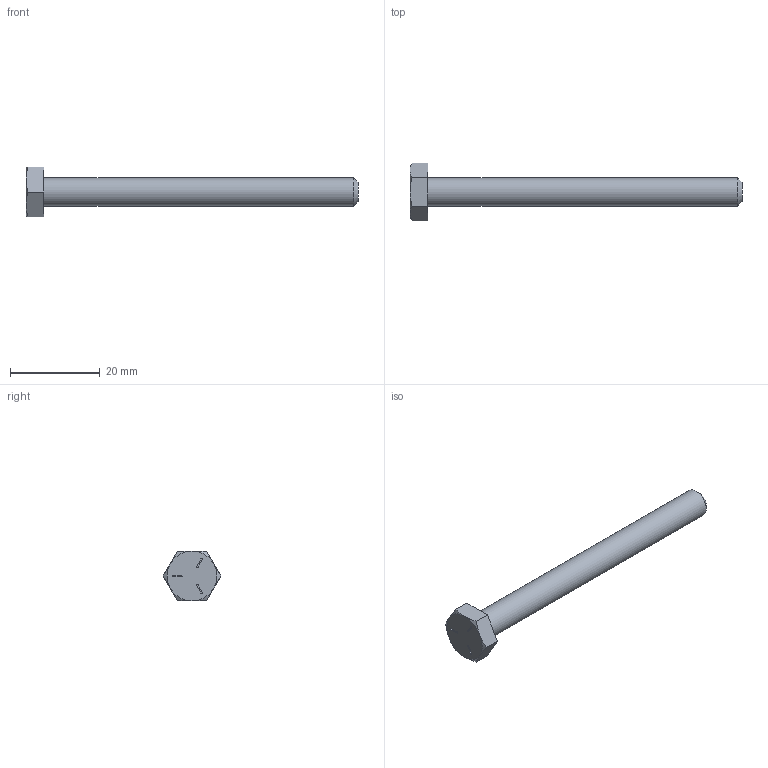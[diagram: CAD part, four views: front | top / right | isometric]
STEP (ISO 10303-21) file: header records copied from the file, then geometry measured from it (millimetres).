
FILE_DESCRIPTION(/* description */ (''),/* implementation_level */ '2;1');
FILE_NAME(/* name */ 'hex_.25_20_2.75_partial_91247A553.ipt.stp',/* time_stamp */ '2018-01-01T11:20:46-08:00',/* author */ ('PhillipD'),/* organization */ (''),/* preprocessor_version */ 'ST-DEVELOPER v16.13',/* originating_system */ 'Autodesk Inventor 2018',/* authorisation */ '');
FILE_SCHEMA (('AUTOMOTIVE_DESIGN { 1 0 10303 214 3 1 1 }'));
Length unit declared in the file: inch
Products named in the file (1): hex_.25_20_2.75_partial_91247A553
Bounding box: 73.82 x 12.83 x 11.11 mm (x, y, z)
Volume: 2626.3 mm3; surface area: 1746.5 mm2
Topology: 1 solids, 1 shells, 32 faces, 72 edges, 46 vertices
Faces by surface type: plane 18, cylinder 7, cone 7
Full cylindrical faces by diameter (mm): 6.35 x1
Entity records: 906 total; most frequent: CARTESIAN_POINT 171, DIRECTION 144, ORIENTED_EDGE 138, EDGE_CURVE 69, AXIS2_PLACEMENT_3D 54, VERTEX_POINT 45, EDGE_LOOP 38, LINE 36
